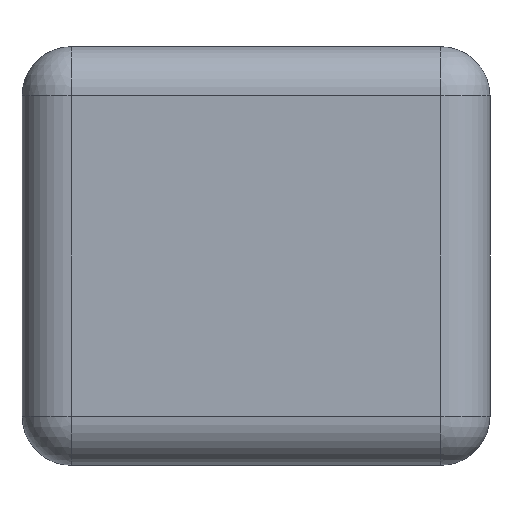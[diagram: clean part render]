
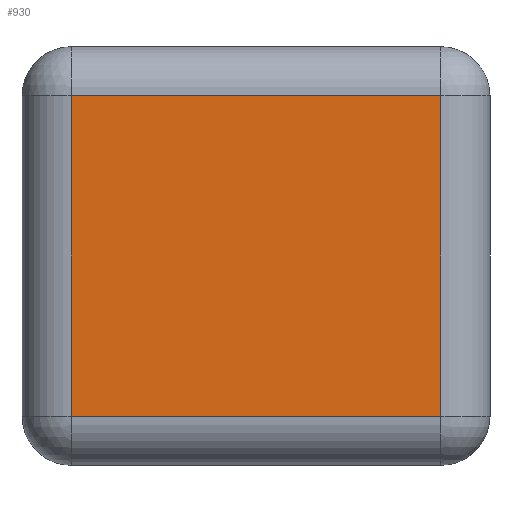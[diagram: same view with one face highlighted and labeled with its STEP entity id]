
A CAD part, left-side view. The second image highlights one B-rep face of the part: STEP entity #930.
In plain terms, the highlighted planar face has unit normal (-1, 0, 0).
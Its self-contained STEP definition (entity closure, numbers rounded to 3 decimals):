
#872=CARTESIAN_POINT('',(-0.875,-0.375,0.75));
#873=VERTEX_POINT('',#872);
#881=CARTESIAN_POINT('',(-0.875,-0.375,0.1));
#882=VERTEX_POINT('',#881);
#883=CARTESIAN_POINT('',(-0.875,-0.375,0.75));
#884=DIRECTION('',(0.0,0.0,-1.0));
#885=VECTOR('',#884,0.65);
#886=LINE('',#883,#885);
#887=EDGE_CURVE('',#873,#882,#886,.T.);
#900=CARTESIAN_POINT('',(-0.875,-0.475,0.0));
#901=DIRECTION('',(-1.0,0.0,0.0));
#902=DIRECTION('',(0.0,0.0,1.0));
#903=AXIS2_PLACEMENT_3D('',#900,#901,#902);
#904=PLANE('',#903);
#905=CARTESIAN_POINT('',(-0.875,0.375,0.75));
#906=VERTEX_POINT('',#905);
#907=CARTESIAN_POINT('',(-0.875,0.375,0.75));
#908=DIRECTION('',(0.0,-1.0,0.0));
#909=VECTOR('',#908,0.75);
#910=LINE('',#907,#909);
#911=EDGE_CURVE('',#906,#873,#910,.T.);
#912=ORIENTED_EDGE('',*,*,#911,.F.);
#913=CARTESIAN_POINT('',(-0.875,0.375,0.1));
#914=VERTEX_POINT('',#913);
#915=CARTESIAN_POINT('',(-0.875,0.375,0.1));
#916=DIRECTION('',(0.0,0.0,1.0));
#917=VECTOR('',#916,0.65);
#918=LINE('',#915,#917);
#919=EDGE_CURVE('',#914,#906,#918,.T.);
#920=ORIENTED_EDGE('',*,*,#919,.F.);
#921=CARTESIAN_POINT('',(-0.875,-0.375,0.1));
#922=DIRECTION('',(0.0,1.0,0.0));
#923=VECTOR('',#922,0.75);
#924=LINE('',#921,#923);
#925=EDGE_CURVE('',#882,#914,#924,.T.);
#926=ORIENTED_EDGE('',*,*,#925,.F.);
#927=ORIENTED_EDGE('',*,*,#887,.F.);
#928=EDGE_LOOP('',(#912,#920,#926,#927));
#929=FACE_OUTER_BOUND('',#928,.T.);
#930=ADVANCED_FACE('',(#929),#904,.T.);
